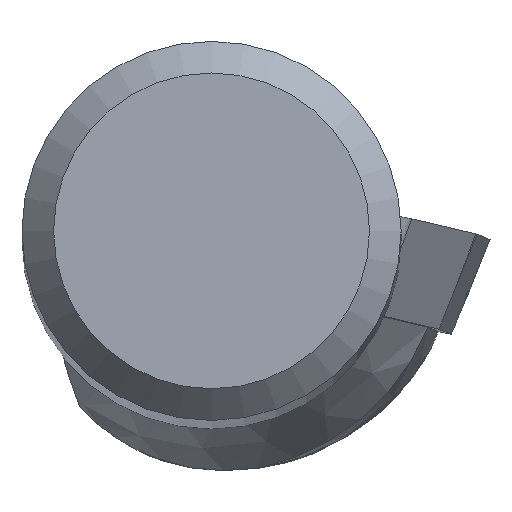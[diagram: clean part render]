
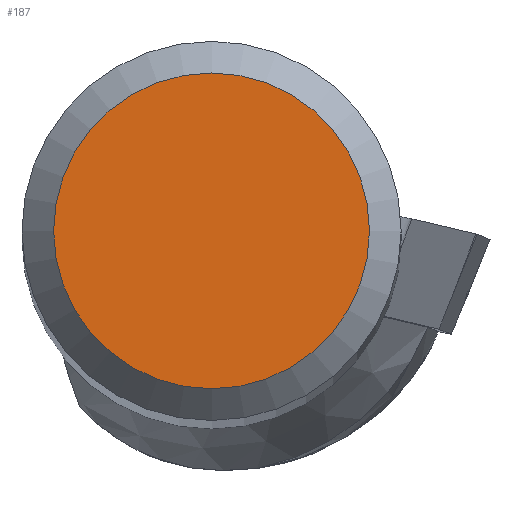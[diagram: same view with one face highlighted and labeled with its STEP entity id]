
A CAD part, top view. The second image highlights one B-rep face of the part: STEP entity #187.
In plain terms, the highlighted planar face has unit normal (0, 0, 1).
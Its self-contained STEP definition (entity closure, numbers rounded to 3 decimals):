
#147=FACE_OUTER_BOUND('',#278,.T.);
#187=ADVANCED_FACE('',(#147),#211,.T.);
#211=PLANE('',#906);
#278=EDGE_LOOP('',(#456));
#306=CIRCLE('',#902,2.495);
#456=ORIENTED_EDGE('',*,*,#654,.F.);
#564=VERTEX_POINT('',#1463);
#654=EDGE_CURVE('',#564,#564,#306,.T.);
#902=AXIS2_PLACEMENT_3D('',#1462,#1091,#1092);
#906=AXIS2_PLACEMENT_3D('',#1468,#1099,#1100);
#1091=DIRECTION('',(0.,0.,-1.));
#1092=DIRECTION('',(-1.,0.,0.));
#1099=DIRECTION('',(0.,0.,1.));
#1100=DIRECTION('',(-1.,0.,0.));
#1462=CARTESIAN_POINT('',(0.,0.,0.));
#1463=CARTESIAN_POINT('',(-2.495,0.,0.));
#1468=CARTESIAN_POINT('',(0.,0.,0.));
